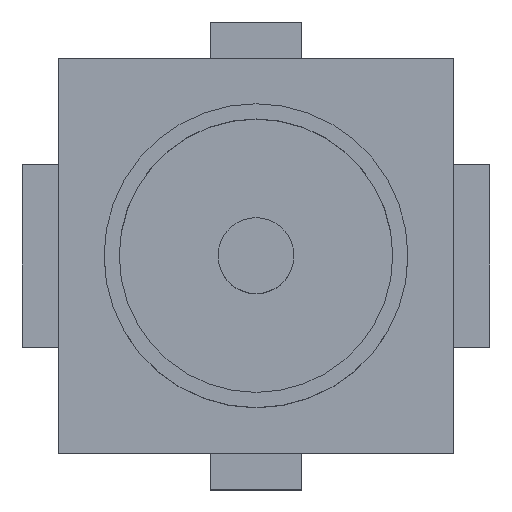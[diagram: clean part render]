
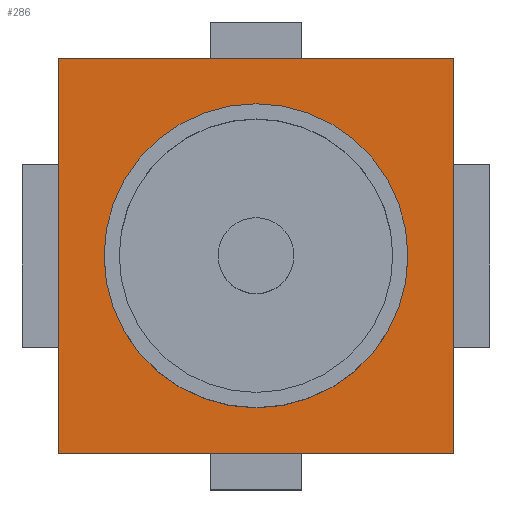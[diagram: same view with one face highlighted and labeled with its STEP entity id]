
A CAD part, top view. The second image highlights one B-rep face of the part: STEP entity #286.
In plain terms, the highlighted planar face has unit normal (0, 0, 1).
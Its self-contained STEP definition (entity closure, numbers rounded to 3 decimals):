
#32 = VERTEX_POINT('',#33);
#33 = CARTESIAN_POINT('',(-1.3,-1.3,0.36));
#39 = EDGE_CURVE('',#32,#40,#42,.T.);
#40 = VERTEX_POINT('',#41);
#41 = CARTESIAN_POINT('',(-1.3,1.3,0.36));
#42 = LINE('',#43,#44);
#43 = CARTESIAN_POINT('',(-1.3,-1.3,0.36));
#44 = VECTOR('',#45,1.);
#45 = DIRECTION('',(0.,1.,0.));
#236 = EDGE_CURVE('',#40,#237,#239,.T.);
#237 = VERTEX_POINT('',#238);
#238 = CARTESIAN_POINT('',(1.3,1.3,0.36));
#239 = LINE('',#240,#241);
#240 = CARTESIAN_POINT('',(-1.3,1.3,0.36));
#241 = VECTOR('',#242,1.);
#242 = DIRECTION('',(1.,0.,0.));
#286 = ADVANCED_FACE('',(#287,#305),#316,.T.);
#287 = FACE_BOUND('',#288,.T.);
#288 = EDGE_LOOP('',(#289,#290,#298,#304));
#289 = ORIENTED_EDGE('',*,*,#39,.F.);
#290 = ORIENTED_EDGE('',*,*,#291,.T.);
#291 = EDGE_CURVE('',#32,#292,#294,.T.);
#292 = VERTEX_POINT('',#293);
#293 = CARTESIAN_POINT('',(1.3,-1.3,0.36));
#294 = LINE('',#295,#296);
#295 = CARTESIAN_POINT('',(-1.3,-1.3,0.36));
#296 = VECTOR('',#297,1.);
#297 = DIRECTION('',(1.,0.,0.));
#298 = ORIENTED_EDGE('',*,*,#299,.T.);
#299 = EDGE_CURVE('',#292,#237,#300,.T.);
#300 = LINE('',#301,#302);
#301 = CARTESIAN_POINT('',(1.3,-1.3,0.36));
#302 = VECTOR('',#303,1.);
#303 = DIRECTION('',(0.,1.,0.));
#304 = ORIENTED_EDGE('',*,*,#236,.F.);
#305 = FACE_BOUND('',#306,.T.);
#306 = EDGE_LOOP('',(#307));
#307 = ORIENTED_EDGE('',*,*,#308,.F.);
#308 = EDGE_CURVE('',#309,#309,#311,.T.);
#309 = VERTEX_POINT('',#310);
#310 = CARTESIAN_POINT('',(1.,0.,0.36));
#311 = CIRCLE('',#312,1.);
#312 = AXIS2_PLACEMENT_3D('',#313,#314,#315);
#313 = CARTESIAN_POINT('',(0.,0.,0.36));
#314 = DIRECTION('',(0.,0.,1.));
#315 = DIRECTION('',(1.,0.,0.));
#316 = PLANE('',#317);
#317 = AXIS2_PLACEMENT_3D('',#318,#319,#320);
#318 = CARTESIAN_POINT('',(-1.3,-1.3,0.36));
#319 = DIRECTION('',(0.,0.,1.));
#320 = DIRECTION('',(1.,0.,0.));
